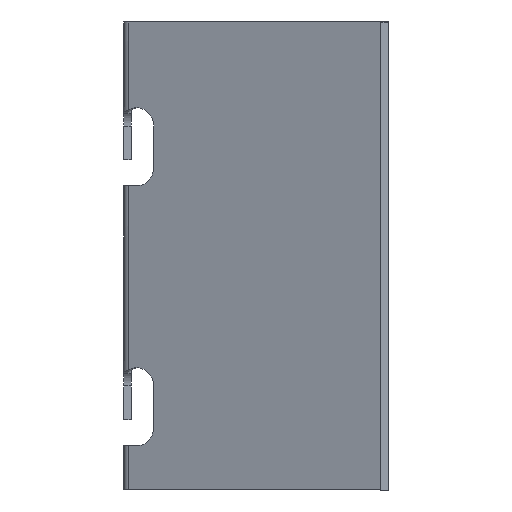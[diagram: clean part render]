
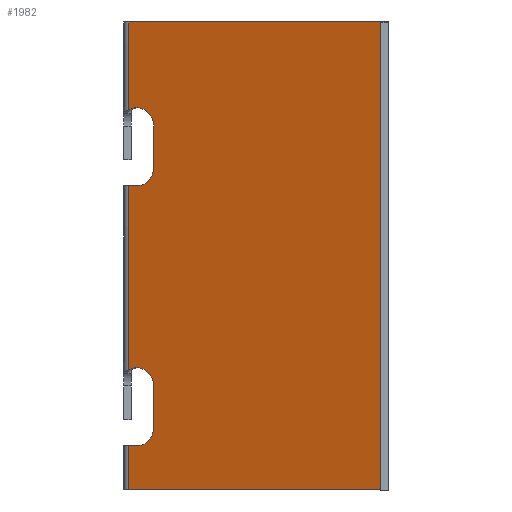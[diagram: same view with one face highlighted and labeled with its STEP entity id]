
A CAD part, left-side view. The second image highlights one B-rep face of the part: STEP entity #1982.
In plain terms, the highlighted planar face has unit normal (-0.94, 0.342, 0).
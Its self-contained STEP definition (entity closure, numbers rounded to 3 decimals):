
#84 = DIRECTION ( 'NONE',  ( 0., 0., -1. ) ) ;
#103 = CARTESIAN_POINT ( 'NONE',  ( -7.859, 0.513, 58.5 ) ) ;
#121 = VERTEX_POINT ( 'NONE', #103 ) ;
#211 = DIRECTION ( 'NONE',  ( 0., 0., 1. ) ) ;
#220 = DIRECTION ( 'NONE',  ( 0., 0., -1. ) ) ;
#224 = CARTESIAN_POINT ( 'NONE',  ( -9.615, -4.311, 62. ) ) ;
#228 = VERTEX_POINT ( 'NONE', #1228 ) ;
#239 = DIRECTION ( 'NONE',  ( 0., 0., 1. ) ) ;
#262 = VERTEX_POINT ( 'NONE', #1720 ) ;
#264 = DIRECTION ( 'NONE',  ( -0.94, 0.342, 0. ) ) ;
#269 = DIRECTION ( 'NONE',  ( 0., 0., -1. ) ) ;
#360 = EDGE_CURVE ( 'NONE', #1183, #1008, #2438, .T. ) ;
#366 = CARTESIAN_POINT ( 'NONE',  ( -2.262, 15.892, 8.5 ) ) ;
#374 = ORIENTED_EDGE ( 'NONE', *, *, #1921, .F. ) ;
#419 = VECTOR ( 'NONE', #1995, 1000. ) ;
#443 = CARTESIAN_POINT ( 'NONE',  ( -9.615, -4.311, 70. ) ) ;
#454 = CARTESIAN_POINT ( 'NONE',  ( -25.861, -48.947, 90. ) ) ;
#489 = ORIENTED_EDGE ( 'NONE', *, *, #1619, .T. ) ;
#497 = VECTOR ( 'NONE', #269, 1000. ) ;
#502 = CARTESIAN_POINT ( 'NONE',  ( -8.418, -1.022, 8.5 ) ) ;
#512 = CARTESIAN_POINT ( 'NONE',  ( -7.859, 0.513, 90. ) ) ;
#566 = LINE ( 'NONE', #366, #2495 ) ;
#577 = VERTEX_POINT ( 'NONE', #1296 ) ;
#637 = ORIENTED_EDGE ( 'NONE', *, *, #2285, .F. ) ;
#650 = EDGE_CURVE ( 'NONE', #2373, #1183, #1497, .T. ) ;
#660 = CARTESIAN_POINT ( 'NONE',  ( -9.615, -4.311, 12. ) ) ;
#694 = LINE ( 'NONE', #1522, #497 ) ;
#746 = CARTESIAN_POINT ( 'NONE',  ( -9.615, -4.311, 12. ) ) ;
#761 = EDGE_CURVE ( 'NONE', #1507, #991, #1530, .T. ) ;
#812 = ORIENTED_EDGE ( 'NONE', *, *, #820, .F. ) ;
#820 = EDGE_CURVE ( 'NONE', #991, #957, #2089, .T. ) ;
#880 = ORIENTED_EDGE ( 'NONE', *, *, #936, .F. ) ;
#895 = CARTESIAN_POINT ( 'NONE',  ( -8.418, -1.022, 58.5 ) ) ;
#923 = ORIENTED_EDGE ( 'NONE', *, *, #1164, .T. ) ;
#936 = EDGE_CURVE ( 'NONE', #262, #2373, #566, .T. ) ;
#957 = VERTEX_POINT ( 'NONE', #1516 ) ;
#991 = VERTEX_POINT ( 'NONE', #443 ) ;
#994 = DIRECTION ( 'NONE',  ( -0.342, -0.94, 0. ) ) ;
#1008 = VERTEX_POINT ( 'NONE', #1265 ) ;
#1019 = EDGE_CURVE ( 'NONE', #121, #2090, #1340, .T. ) ;
#1068 = PLANE ( 'NONE',  #1991 ) ;
#1078 = CARTESIAN_POINT ( 'NONE',  ( -8.418, -1.022, 62. ) ) ;
#1117 = CIRCLE ( 'NONE', #1459, 3.5 ) ;
#1133 = DIRECTION ( 'NONE',  ( -0.342, -0.94, 0. ) ) ;
#1155 = CIRCLE ( 'NONE', #1401, 3.5 ) ;
#1164 = EDGE_CURVE ( 'NONE', #2549, #1232, #2264, .T. ) ;
#1183 = VERTEX_POINT ( 'NONE', #660 ) ;
#1186 = CARTESIAN_POINT ( 'NONE',  ( -8.418, -1.022, 12. ) ) ;
#1215 = CARTESIAN_POINT ( 'NONE',  ( -25.861, -48.947, 0. ) ) ;
#1228 = CARTESIAN_POINT ( 'NONE',  ( -7.859, 0.513, 0. ) ) ;
#1232 = VERTEX_POINT ( 'NONE', #1244 ) ;
#1239 = VECTOR ( 'NONE', #1546, 1000. ) ;
#1244 = CARTESIAN_POINT ( 'NONE',  ( -7.859, 0.513, 90. ) ) ;
#1265 = CARTESIAN_POINT ( 'NONE',  ( -9.615, -4.311, 20. ) ) ;
#1294 = DIRECTION ( 'NONE',  ( -0.94, 0.342, 0. ) ) ;
#1296 = CARTESIAN_POINT ( 'NONE',  ( -7.859, 0.513, 23.095 ) ) ;
#1297 = DIRECTION ( 'NONE',  ( 0., 0., -1. ) ) ;
#1340 = LINE ( 'NONE', #2345, #1779 ) ;
#1380 = ORIENTED_EDGE ( 'NONE', *, *, #2038, .T. ) ;
#1382 = CARTESIAN_POINT ( 'NONE',  ( -8.418, -1.022, 70. ) ) ;
#1389 = AXIS2_PLACEMENT_3D ( 'NONE', #1186, #1294, #220 ) ;
#1397 = CARTESIAN_POINT ( 'NONE',  ( -9.615, -4.311, 62. ) ) ;
#1401 = AXIS2_PLACEMENT_3D ( 'NONE', #1519, #264, #1739 ) ;
#1436 = LINE ( 'NONE', #1215, #1494 ) ;
#1459 = AXIS2_PLACEMENT_3D ( 'NONE', #1078, #2561, #1297 ) ;
#1494 = VECTOR ( 'NONE', #2283, 1000. ) ;
#1497 = CIRCLE ( 'NONE', #1389, 3.5 ) ;
#1502 = DIRECTION ( 'NONE',  ( -0.94, 0.342, 0. ) ) ;
#1507 = VERTEX_POINT ( 'NONE', #224 ) ;
#1511 = DIRECTION ( 'NONE',  ( 0., 0., -1. ) ) ;
#1516 = CARTESIAN_POINT ( 'NONE',  ( -7.859, 0.513, 73.095 ) ) ;
#1519 = CARTESIAN_POINT ( 'NONE',  ( -8.418, -1.022, 20. ) ) ;
#1522 = CARTESIAN_POINT ( 'NONE',  ( -7.859, 0.513, 90. ) ) ;
#1530 = LINE ( 'NONE', #1397, #2322 ) ;
#1538 = ORIENTED_EDGE ( 'NONE', *, *, #360, .F. ) ;
#1546 = DIRECTION ( 'NONE',  ( 0., 0., -1. ) ) ;
#1619 = EDGE_CURVE ( 'NONE', #121, #577, #694, .T. ) ;
#1633 = LINE ( 'NONE', #512, #2029 ) ;
#1720 = CARTESIAN_POINT ( 'NONE',  ( -7.859, 0.513, 8.5 ) ) ;
#1739 = DIRECTION ( 'NONE',  ( 0., 0., -1. ) ) ;
#1770 = ORIENTED_EDGE ( 'NONE', *, *, #761, .F. ) ;
#1779 = VECTOR ( 'NONE', #1133, 1000. ) ;
#1812 = DIRECTION ( 'NONE',  ( 0., 0., 1. ) ) ;
#1892 = CARTESIAN_POINT ( 'NONE',  ( -25.861, -48.947, 90. ) ) ;
#1898 = FACE_OUTER_BOUND ( 'NONE', #2568, .T. ) ;
#1916 = LINE ( 'NONE', #2652, #1239 ) ;
#1921 = EDGE_CURVE ( 'NONE', #1987, #228, #1436, .T. ) ;
#1945 = ORIENTED_EDGE ( 'NONE', *, *, #2558, .T. ) ;
#1982 = ADVANCED_FACE ( 'NONE', ( #1898 ), #1068, .T. ) ;
#1987 = VERTEX_POINT ( 'NONE', #2131 ) ;
#1991 = AXIS2_PLACEMENT_3D ( 'NONE', #454, #1502, #239 ) ;
#1995 = DIRECTION ( 'NONE',  ( 0.342, 0.94, 0. ) ) ;
#2029 = VECTOR ( 'NONE', #84, 1000. ) ;
#2038 = EDGE_CURVE ( 'NONE', #262, #228, #2164, .T. ) ;
#2045 = VECTOR ( 'NONE', #1511, 1000. ) ;
#2072 = ORIENTED_EDGE ( 'NONE', *, *, #2339, .F. ) ;
#2089 = CIRCLE ( 'NONE', #2717, 3.5 ) ;
#2090 = VERTEX_POINT ( 'NONE', #895 ) ;
#2112 = DIRECTION ( 'NONE',  ( 0., 0., -1. ) ) ;
#2131 = CARTESIAN_POINT ( 'NONE',  ( -25.502, -47.96, 0. ) ) ;
#2164 = LINE ( 'NONE', #2563, #2045 ) ;
#2261 = ORIENTED_EDGE ( 'NONE', *, *, #650, .F. ) ;
#2264 = LINE ( 'NONE', #1892, #419 ) ;
#2283 = DIRECTION ( 'NONE',  ( 0.342, 0.94, 0. ) ) ;
#2285 = EDGE_CURVE ( 'NONE', #2090, #1507, #1117, .T. ) ;
#2322 = VECTOR ( 'NONE', #1812, 1000. ) ;
#2327 = ORIENTED_EDGE ( 'NONE', *, *, #1019, .F. ) ;
#2339 = EDGE_CURVE ( 'NONE', #1008, #577, #1155, .T. ) ;
#2345 = CARTESIAN_POINT ( 'NONE',  ( -2.262, 15.892, 58.5 ) ) ;
#2373 = VERTEX_POINT ( 'NONE', #502 ) ;
#2394 = CARTESIAN_POINT ( 'NONE',  ( -25.502, -47.96, 90. ) ) ;
#2438 = LINE ( 'NONE', #746, #2496 ) ;
#2487 = EDGE_CURVE ( 'NONE', #2549, #1987, #1916, .T. ) ;
#2495 = VECTOR ( 'NONE', #994, 1000. ) ;
#2496 = VECTOR ( 'NONE', #211, 1000. ) ;
#2549 = VERTEX_POINT ( 'NONE', #2394 ) ;
#2558 = EDGE_CURVE ( 'NONE', #1232, #957, #1633, .T. ) ;
#2561 = DIRECTION ( 'NONE',  ( -0.94, 0.342, 0. ) ) ;
#2563 = CARTESIAN_POINT ( 'NONE',  ( -7.859, 0.513, 90. ) ) ;
#2568 = EDGE_LOOP ( 'NONE', ( #923, #1945, #812, #1770, #637, #2327, #489, #2072, #1538, #2261, #880, #1380, #374, #2696 ) ) ;
#2579 = DIRECTION ( 'NONE',  ( -0.94, 0.342, 0. ) ) ;
#2652 = CARTESIAN_POINT ( 'NONE',  ( -25.502, -47.96, 90. ) ) ;
#2696 = ORIENTED_EDGE ( 'NONE', *, *, #2487, .F. ) ;
#2717 = AXIS2_PLACEMENT_3D ( 'NONE', #1382, #2579, #2112 ) ;
